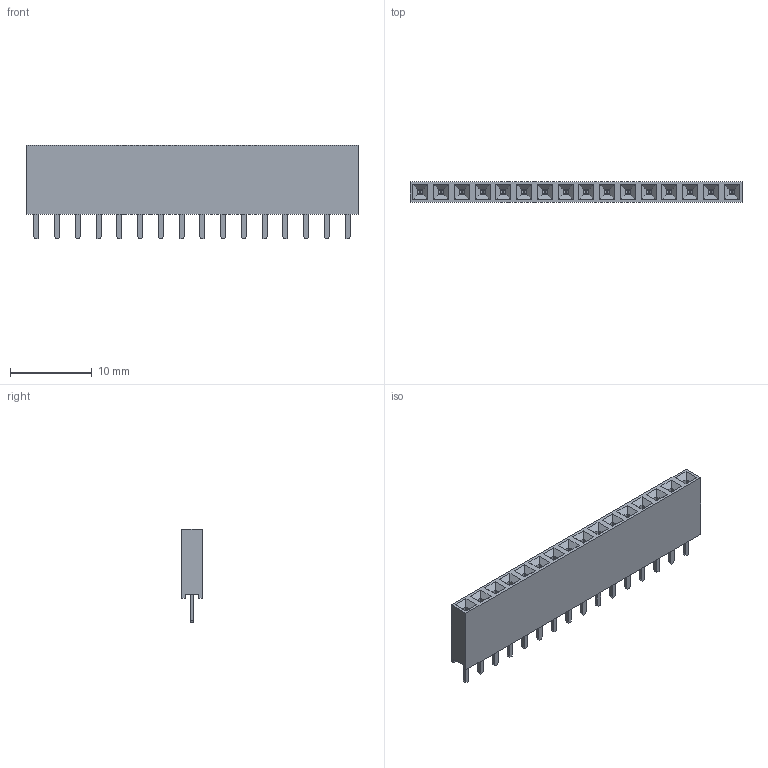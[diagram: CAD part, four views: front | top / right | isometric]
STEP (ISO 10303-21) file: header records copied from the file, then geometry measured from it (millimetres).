
FILE_DESCRIPTION(('STEP AP214'), '1');
FILE_NAME('PBS-16', '2019-04-04T15:26:12', ('Egor'), (''), 'ASCON STEP Converter 1.3', 'ASCON Math Kernel', '');
FILE_SCHEMA(('AUTOMOTIVE_DESIGN { 1 0 10303 214 3 1 1}'));
Length unit declared in the file: millimetre
Bounding box: 40.64 x 2.54 x 11.5 mm (x, y, z)
Volume: 768.3 mm3; surface area: 2130.5 mm2
Topology: 17 solids, 17 shells, 618 faces, 1688 edges, 1104 vertices
Faces by surface type: plane 554, cylinder 64
Entity records: 24316 total; most frequent: CARTESIAN_POINT 3411, ORIENTED_EDGE 3376, DIRECTION 3054, EDGE_CURVE 1688, LINE 1560, VECTOR 1560, VERTEX_POINT 1104, AXIS2_PLACEMENT_3D 747
